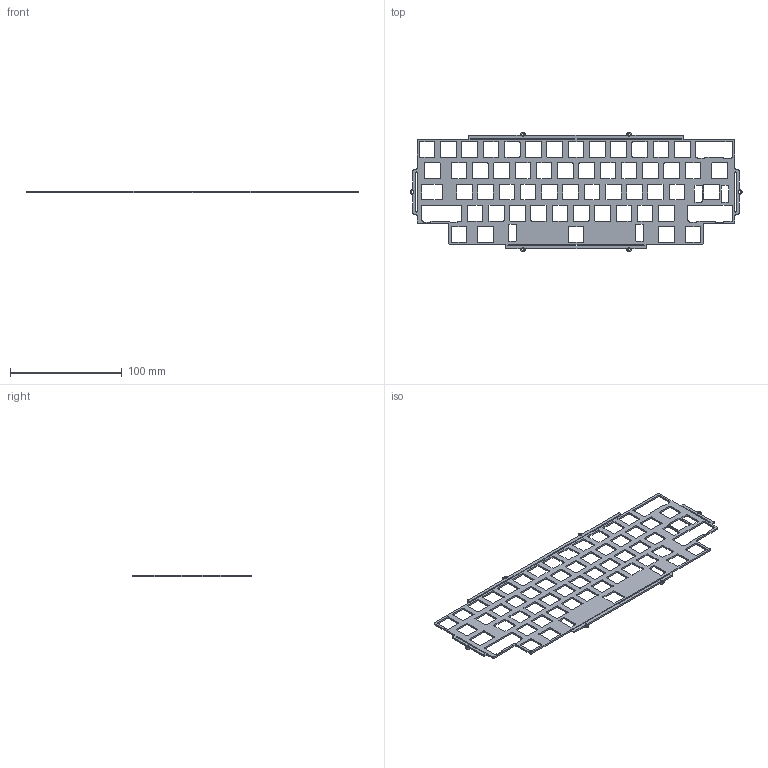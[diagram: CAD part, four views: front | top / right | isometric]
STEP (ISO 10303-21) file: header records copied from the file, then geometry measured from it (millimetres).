
FILE_DESCRIPTION(/* description */ (''),/* implementation_level */ '2;1');
FILE_NAME(/* name */ 'SPRUNG-PLATE.step',/* time_stamp */ '2020-07-19T17:03:54+01:00',/* author */ (''),/* organization */ (''),/* preprocessor_version */ 'ST-DEVELOPER v18.1',/* originating_system */ 'Autodesk Translation Framework v9.3.0.1241',/* authorisation */ '');
FILE_SCHEMA (('AUTOMOTIVE_DESIGN { 1 0 10303 214 3 1 1 }'));
Length unit declared in the file: millimetre
Products named in the file (2): flex-plate v2; Plate
Assembly tree (1 placements, depth 2):
  flex-plate v2
    Plate
Bounding box: 297.33 x 106.85 x 1.5 mm (x, y, z)
Volume: 21148.2 mm3; surface area: 35888.7 mm2
Topology: 1 solids, 1 shells, 643 faces, 1923 edges, 1282 vertices
Faces by surface type: plane 325, cylinder 318
Full cylindrical faces by diameter (mm): 2.2 x6
Entity records: 22174 total; most frequent: DIRECTION 3853, CARTESIAN_POINT 3852, ORIENTED_EDGE 3846, EDGE_CURVE 1923, LINE 1287, VECTOR 1287, AXIS2_PLACEMENT_3D 1283, VERTEX_POINT 1282
